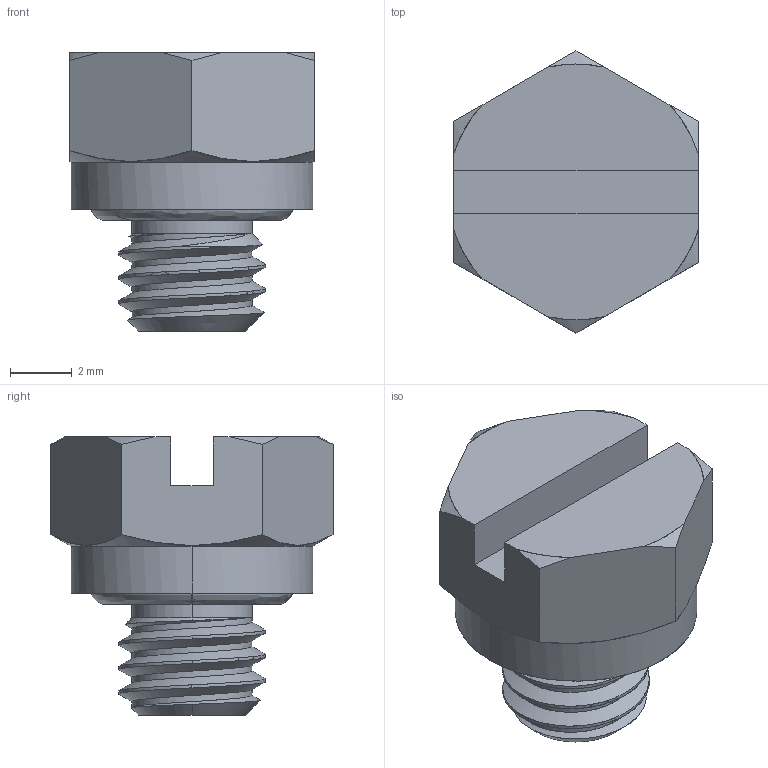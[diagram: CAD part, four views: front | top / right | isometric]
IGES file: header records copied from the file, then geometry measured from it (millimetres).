
Start section: SolidWorks IGES file using analytic representation for surfaces
Global section: file name: E-F-230095.IGS; native system: SolidWorks 2021; preprocessor: SolidWorks 2021; author: WTsang; date: 231011.103325; units: millimetre
Bounding box: 7.94 x 9.17 x 9.04 mm (x, y, z)
Surface area: 414.2 mm2 (no closed solid volume)
Topology: 0 solids, 0 shells, 55 faces, 615 edges, 615 vertices
Faces by surface type: bspline 29, revolution 26
